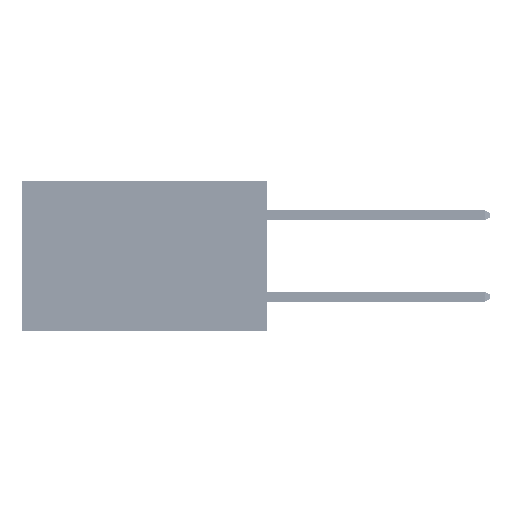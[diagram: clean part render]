
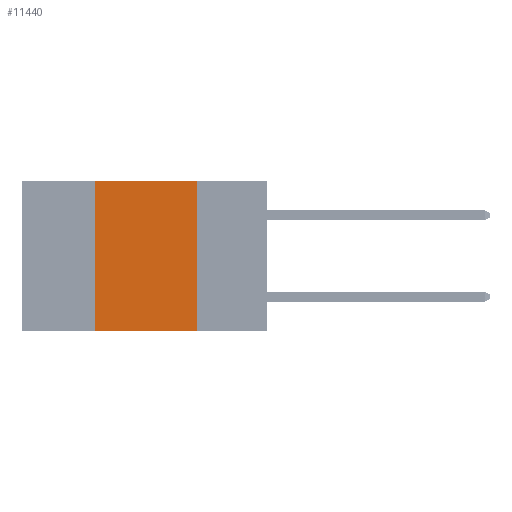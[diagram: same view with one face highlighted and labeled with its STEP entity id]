
A CAD part, left-side view. The second image highlights one B-rep face of the part: STEP entity #11440.
In plain terms, the highlighted planar face has unit normal (-1, 0, 0).
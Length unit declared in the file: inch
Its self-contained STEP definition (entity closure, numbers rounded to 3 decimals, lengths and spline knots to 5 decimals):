
#2301 = LINE ( 'NONE', #47703, #8968 ) ;
#4390 = DIRECTION ( 'NONE',  ( 0., 0., -1. ) ) ;
#5083 = ORIENTED_EDGE ( 'NONE', *, *, #23253, .F. ) ;
#7541 = PLANE ( 'NONE',  #40695 ) ;
#7999 = VERTEX_POINT ( 'NONE', #9496 ) ;
#8290 = DIRECTION ( 'NONE',  ( 0., 0., -1. ) ) ;
#8968 = VECTOR ( 'NONE', #40365, 39.37008 ) ;
#9496 = CARTESIAN_POINT ( 'NONE',  ( 0., 0.42, 0. ) ) ;
#10614 = CARTESIAN_POINT ( 'NONE',  ( 0., 0.6, 0. ) ) ;
#11440 = ADVANCED_FACE ( 'NONE', ( #11574 ), #7541, .F. ) ;
#11574 = FACE_OUTER_BOUND ( 'NONE', #28666, .T. ) ;
#11932 = CARTESIAN_POINT ( 'NONE',  ( 0., 0.17, 0. ) ) ;
#13175 = EDGE_CURVE ( 'NONE', #14725, #7999, #29841, .T. ) ;
#14125 = CARTESIAN_POINT ( 'NONE',  ( 0., 0.17, -0.37 ) ) ;
#14725 = VERTEX_POINT ( 'NONE', #46763 ) ;
#17766 = DIRECTION ( 'NONE',  ( 0., 0., 1. ) ) ;
#18006 = ORIENTED_EDGE ( 'NONE', *, *, #13175, .F. ) ;
#20741 = ORIENTED_EDGE ( 'NONE', *, *, #30440, .T. ) ;
#22397 = ORIENTED_EDGE ( 'NONE', *, *, #43016, .F. ) ;
#23253 = EDGE_CURVE ( 'NONE', #38788, #36594, #46495, .T. ) ;
#24707 = VECTOR ( 'NONE', #48699, 39.37008 ) ;
#28666 = EDGE_LOOP ( 'NONE', ( #5083, #22397, #18006, #20741 ) ) ;
#28689 = VECTOR ( 'NONE', #17766, 39.37008 ) ;
#29501 = LINE ( 'NONE', #10614, #24707 ) ;
#29841 = LINE ( 'NONE', #48806, #28689 ) ;
#30440 = EDGE_CURVE ( 'NONE', #14725, #36594, #2301, .T. ) ;
#30765 = VECTOR ( 'NONE', #4390, 39.37008 ) ;
#31231 = CARTESIAN_POINT ( 'NONE',  ( 0., 0.6, 0. ) ) ;
#36594 = VERTEX_POINT ( 'NONE', #14125 ) ;
#38788 = VERTEX_POINT ( 'NONE', #47972 ) ;
#40365 = DIRECTION ( 'NONE',  ( 0., -1., 0. ) ) ;
#40695 = AXIS2_PLACEMENT_3D ( 'NONE', #31231, #42099, #8290 ) ;
#42099 = DIRECTION ( 'NONE',  ( 1., 0., 0. ) ) ;
#43016 = EDGE_CURVE ( 'NONE', #7999, #38788, #29501, .T. ) ;
#46495 = LINE ( 'NONE', #11932, #30765 ) ;
#46763 = CARTESIAN_POINT ( 'NONE',  ( 0., 0.42, -0.37 ) ) ;
#47703 = CARTESIAN_POINT ( 'NONE',  ( 0., 0.6, -0.37 ) ) ;
#47972 = CARTESIAN_POINT ( 'NONE',  ( 0., 0.17, 0. ) ) ;
#48699 = DIRECTION ( 'NONE',  ( 0., -1., 0. ) ) ;
#48806 = CARTESIAN_POINT ( 'NONE',  ( 0., 0.42, 0. ) ) ;
